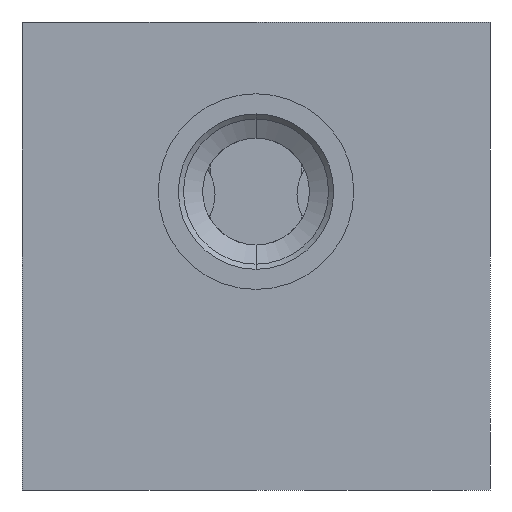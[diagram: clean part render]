
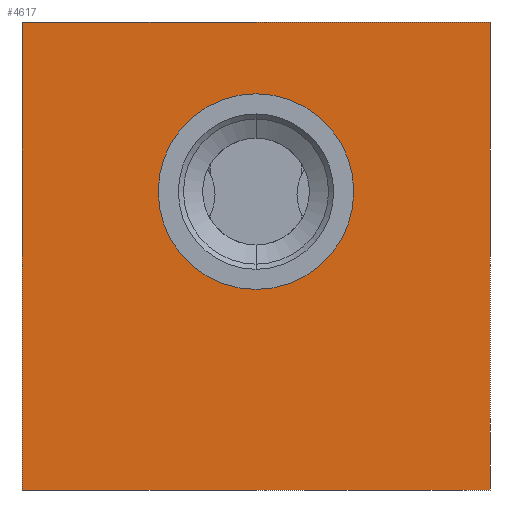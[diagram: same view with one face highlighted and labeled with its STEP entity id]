
A CAD part, left-side view. The second image highlights one B-rep face of the part: STEP entity #4617.
In plain terms, the highlighted planar face has unit normal (-1, 0, 0).
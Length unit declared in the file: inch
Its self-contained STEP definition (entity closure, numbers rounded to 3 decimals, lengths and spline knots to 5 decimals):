
#1=DIRECTION('',(0.,-1.,0.));
#2=VECTOR('',#1,5.);
#3=CARTESIAN_POINT('',(0.,0.,0.));
#4=LINE('',#3,#2);
#37=DIRECTION('',(0.,0.,1.));
#38=VECTOR('',#37,5.);
#39=CARTESIAN_POINT('',(0.,0.,0.));
#40=LINE('',#39,#38);
#41=CARTESIAN_POINT('',(0.,-2.5,3.188));
#42=DIRECTION('',(1.,0.,0.));
#43=DIRECTION('',(0.,0.,-1.));
#44=AXIS2_PLACEMENT_3D('',#41,#42,#43);
#46=CARTESIAN_POINT('',(0.,-2.5,3.188));
#47=DIRECTION('',(1.,0.,0.));
#48=DIRECTION('',(0.,0.,1.));
#49=AXIS2_PLACEMENT_3D('',#46,#47,#48);
#119=DIRECTION('',(0.,0.,1.));
#120=VECTOR('',#119,5.);
#121=CARTESIAN_POINT('',(0.,-5.,0.));
#122=LINE('',#121,#120);
#143=DIRECTION('',(0.,-1.,0.));
#144=VECTOR('',#143,5.);
#145=CARTESIAN_POINT('',(0.,0.,5.));
#146=LINE('',#145,#144);
#4017=CARTESIAN_POINT('',(0.,0.,0.));
#4018=CARTESIAN_POINT('',(0.,-5.,0.));
#4019=VERTEX_POINT('',#4017);
#4020=VERTEX_POINT('',#4018);
#4025=CARTESIAN_POINT('',(0.,0.,5.));
#4026=CARTESIAN_POINT('',(0.,-5.,5.));
#4027=VERTEX_POINT('',#4025);
#4028=VERTEX_POINT('',#4026);
#4261=CARTESIAN_POINT('',(0.,-2.5,2.143));
#4262=CARTESIAN_POINT('',(0.,-2.5,4.233));
#4263=VERTEX_POINT('',#4261);
#4264=VERTEX_POINT('',#4262);
#4597=CARTESIAN_POINT('',(0.,0.,0.));
#4598=DIRECTION('',(-1.,0.,0.));
#4599=DIRECTION('',(0.,-1.,0.));
#4600=AXIS2_PLACEMENT_3D('',#4597,#4598,#4599);
#4601=PLANE('',#4600);
#4602=ORIENTED_EDGE('',*,*,#4574,.F.);
#4604=ORIENTED_EDGE('',*,*,#4603,.T.);
#4606=ORIENTED_EDGE('',*,*,#4605,.T.);
#4608=ORIENTED_EDGE('',*,*,#4607,.F.);
#4609=EDGE_LOOP('',(#4602,#4604,#4606,#4608));
#4610=FACE_OUTER_BOUND('',#4609,.F.);
#4612=ORIENTED_EDGE('',*,*,#4611,.F.);
#4614=ORIENTED_EDGE('',*,*,#4613,.F.);
#4615=EDGE_LOOP('',(#4612,#4614));
#4616=FACE_BOUND('',#4615,.F.);
#4617=ADVANCED_FACE('',(#4610,#4616),#4601,.T.);
#45=CIRCLE('',#44,1.045);
#50=CIRCLE('',#49,1.045);
#4574=EDGE_CURVE('',#4019,#4020,#4,.T.);
#4603=EDGE_CURVE('',#4019,#4027,#40,.T.);
#4605=EDGE_CURVE('',#4027,#4028,#146,.T.);
#4607=EDGE_CURVE('',#4020,#4028,#122,.T.);
#4611=EDGE_CURVE('',#4263,#4264,#45,.T.);
#4613=EDGE_CURVE('',#4264,#4263,#50,.T.);
